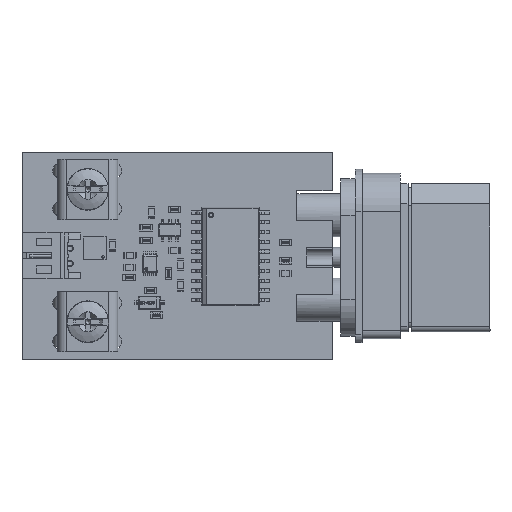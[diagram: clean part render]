
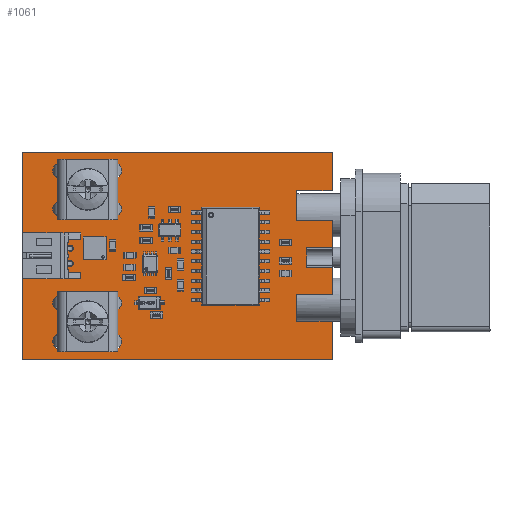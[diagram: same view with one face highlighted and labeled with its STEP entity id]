
A CAD part, top view. The second image highlights one B-rep face of the part: STEP entity #1061.
In plain terms, the highlighted planar face has unit normal (0, 0, 1).
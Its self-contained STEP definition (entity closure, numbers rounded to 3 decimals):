
#244 = VERTEX_POINT('',#245);
#245 = CARTESIAN_POINT('',(0.,0.,1.42));
#251 = EDGE_CURVE('',#244,#252,#254,.T.);
#252 = VERTEX_POINT('',#253);
#253 = CARTESIAN_POINT('',(0.,27.,1.42));
#254 = LINE('',#255,#256);
#255 = CARTESIAN_POINT('',(0.,0.,1.42));
#256 = VECTOR('',#257,1.);
#257 = DIRECTION('',(0.,1.,0.));
#282 = EDGE_CURVE('',#252,#283,#285,.T.);
#283 = VERTEX_POINT('',#284);
#284 = CARTESIAN_POINT('',(40.5,27.,1.42));
#285 = LINE('',#286,#287);
#286 = CARTESIAN_POINT('',(0.,27.,1.42));
#287 = VECTOR('',#288,1.);
#288 = DIRECTION('',(1.,0.,0.));
#313 = EDGE_CURVE('',#283,#314,#316,.T.);
#314 = VERTEX_POINT('',#315);
#315 = CARTESIAN_POINT('',(40.5,22.,1.42));
#316 = LINE('',#317,#318);
#317 = CARTESIAN_POINT('',(40.5,27.,1.42));
#318 = VECTOR('',#319,1.);
#319 = DIRECTION('',(0.,-1.,0.));
#344 = EDGE_CURVE('',#314,#345,#347,.T.);
#345 = VERTEX_POINT('',#346);
#346 = CARTESIAN_POINT('',(35.826,22.,1.42));
#347 = LINE('',#348,#349);
#348 = CARTESIAN_POINT('',(40.5,22.,1.42));
#349 = VECTOR('',#350,1.);
#350 = DIRECTION('',(-1.,0.,0.));
#375 = EDGE_CURVE('',#345,#376,#378,.T.);
#376 = VERTEX_POINT('',#377);
#377 = CARTESIAN_POINT('',(35.826,20.4,1.42));
#378 = LINE('',#379,#380);
#379 = CARTESIAN_POINT('',(35.826,22.,1.42));
#380 = VECTOR('',#381,1.);
#381 = DIRECTION('',(0.,-1.,0.));
#406 = EDGE_CURVE('',#376,#407,#409,.T.);
#407 = VERTEX_POINT('',#408);
#408 = CARTESIAN_POINT('',(40.5,20.4,1.42));
#409 = LINE('',#410,#411);
#410 = CARTESIAN_POINT('',(35.826,20.4,1.42));
#411 = VECTOR('',#412,1.);
#412 = DIRECTION('',(1.,0.,0.));
#437 = EDGE_CURVE('',#407,#438,#440,.T.);
#438 = VERTEX_POINT('',#439);
#439 = CARTESIAN_POINT('',(40.5,6.6,1.42));
#440 = LINE('',#441,#442);
#441 = CARTESIAN_POINT('',(40.5,20.4,1.42));
#442 = VECTOR('',#443,1.);
#443 = DIRECTION('',(0.,-1.,0.));
#468 = EDGE_CURVE('',#438,#469,#471,.T.);
#469 = VERTEX_POINT('',#470);
#470 = CARTESIAN_POINT('',(35.852,6.6,1.42));
#471 = LINE('',#472,#473);
#472 = CARTESIAN_POINT('',(40.5,6.6,1.42));
#473 = VECTOR('',#474,1.);
#474 = DIRECTION('',(-1.,0.,0.));
#499 = EDGE_CURVE('',#469,#500,#502,.T.);
#500 = VERTEX_POINT('',#501);
#501 = CARTESIAN_POINT('',(35.852,5.,1.42));
#502 = LINE('',#503,#504);
#503 = CARTESIAN_POINT('',(35.852,6.6,1.42));
#504 = VECTOR('',#505,1.);
#505 = DIRECTION('',(0.,-1.,0.));
#530 = EDGE_CURVE('',#500,#531,#533,.T.);
#531 = VERTEX_POINT('',#532);
#532 = CARTESIAN_POINT('',(40.5,5.,1.42));
#533 = LINE('',#534,#535);
#534 = CARTESIAN_POINT('',(35.852,5.,1.42));
#535 = VECTOR('',#536,1.);
#536 = DIRECTION('',(1.,0.,0.));
#561 = EDGE_CURVE('',#531,#562,#564,.T.);
#562 = VERTEX_POINT('',#563);
#563 = CARTESIAN_POINT('',(40.5,0.,1.42));
#564 = LINE('',#565,#566);
#565 = CARTESIAN_POINT('',(40.5,5.,1.42));
#566 = VECTOR('',#567,1.);
#567 = DIRECTION('',(0.,-1.,0.));
#592 = EDGE_CURVE('',#562,#244,#593,.T.);
#593 = LINE('',#594,#595);
#594 = CARTESIAN_POINT('',(40.5,0.,1.42));
#595 = VECTOR('',#596,1.);
#596 = DIRECTION('',(-1.,0.,0.));
#616 = VERTEX_POINT('',#617);
#617 = CARTESIAN_POINT('',(6.021,2.353,1.42));
#623 = EDGE_CURVE('',#616,#616,#624,.T.);
#624 = CIRCLE('',#625,1.);
#625 = AXIS2_PLACEMENT_3D('',#626,#627,#628);
#626 = CARTESIAN_POINT('',(5.021,2.353,1.42));
#627 = DIRECTION('',(0.,0.,1.));
#628 = DIRECTION('',(1.,0.,0.));
#649 = VERTEX_POINT('',#650);
#650 = CARTESIAN_POINT('',(6.021,7.353,1.42));
#656 = EDGE_CURVE('',#649,#649,#657,.T.);
#657 = CIRCLE('',#658,1.);
#658 = AXIS2_PLACEMENT_3D('',#659,#660,#661);
#659 = CARTESIAN_POINT('',(5.021,7.353,1.42));
#660 = DIRECTION('',(0.,0.,1.));
#661 = DIRECTION('',(1.,0.,0.));
#682 = VERTEX_POINT('',#683);
#683 = CARTESIAN_POINT('',(6.686,12.5,1.42));
#689 = EDGE_CURVE('',#682,#682,#690,.T.);
#690 = CIRCLE('',#691,0.4);
#691 = AXIS2_PLACEMENT_3D('',#692,#693,#694);
#692 = CARTESIAN_POINT('',(6.286,12.5,1.42));
#693 = DIRECTION('',(0.,0.,1.));
#694 = DIRECTION('',(1.,0.,0.));
#715 = VERTEX_POINT('',#716);
#716 = CARTESIAN_POINT('',(6.021,24.636,1.42));
#722 = EDGE_CURVE('',#715,#715,#723,.T.);
#723 = CIRCLE('',#724,1.);
#724 = AXIS2_PLACEMENT_3D('',#725,#726,#727);
#725 = CARTESIAN_POINT('',(5.021,24.636,1.42));
#726 = DIRECTION('',(0.,0.,1.));
#727 = DIRECTION('',(1.,0.,0.));
#748 = VERTEX_POINT('',#749);
#749 = CARTESIAN_POINT('',(6.686,14.5,1.42));
#755 = EDGE_CURVE('',#748,#748,#756,.T.);
#756 = CIRCLE('',#757,0.4);
#757 = AXIS2_PLACEMENT_3D('',#758,#759,#760);
#758 = CARTESIAN_POINT('',(6.286,14.5,1.42));
#759 = DIRECTION('',(0.,0.,1.));
#760 = DIRECTION('',(1.,0.,0.));
#781 = VERTEX_POINT('',#782);
#782 = CARTESIAN_POINT('',(6.021,19.636,1.42));
#788 = EDGE_CURVE('',#781,#781,#789,.T.);
#789 = CIRCLE('',#790,1.);
#790 = AXIS2_PLACEMENT_3D('',#791,#792,#793);
#791 = CARTESIAN_POINT('',(5.021,19.636,1.42));
#792 = DIRECTION('',(0.,0.,1.));
#793 = DIRECTION('',(1.,0.,0.));
#814 = VERTEX_POINT('',#815);
#815 = CARTESIAN_POINT('',(10.121,4.853,1.42));
#821 = EDGE_CURVE('',#814,#814,#822,.T.);
#822 = CIRCLE('',#823,1.6);
#823 = AXIS2_PLACEMENT_3D('',#824,#825,#826);
#824 = CARTESIAN_POINT('',(8.521,4.853,1.42));
#825 = DIRECTION('',(0.,0.,1.));
#826 = DIRECTION('',(1.,0.,0.));
#847 = VERTEX_POINT('',#848);
#848 = CARTESIAN_POINT('',(13.021,2.353,1.42));
#854 = EDGE_CURVE('',#847,#847,#855,.T.);
#855 = CIRCLE('',#856,1.);
#856 = AXIS2_PLACEMENT_3D('',#857,#858,#859);
#857 = CARTESIAN_POINT('',(12.021,2.353,1.42));
#858 = DIRECTION('',(0.,0.,1.));
#859 = DIRECTION('',(1.,0.,0.));
#880 = VERTEX_POINT('',#881);
#881 = CARTESIAN_POINT('',(13.021,7.353,1.42));
#887 = EDGE_CURVE('',#880,#880,#888,.T.);
#888 = CIRCLE('',#889,1.);
#889 = AXIS2_PLACEMENT_3D('',#890,#891,#892);
#890 = CARTESIAN_POINT('',(12.021,7.353,1.42));
#891 = DIRECTION('',(0.,0.,1.));
#892 = DIRECTION('',(1.,0.,0.));
#913 = VERTEX_POINT('',#914);
#914 = CARTESIAN_POINT('',(10.121,22.136,1.42));
#920 = EDGE_CURVE('',#913,#913,#921,.T.);
#921 = CIRCLE('',#922,1.6);
#922 = AXIS2_PLACEMENT_3D('',#923,#924,#925);
#923 = CARTESIAN_POINT('',(8.521,22.136,1.42));
#924 = DIRECTION('',(0.,0.,1.));
#925 = DIRECTION('',(1.,0.,0.));
#946 = VERTEX_POINT('',#947);
#947 = CARTESIAN_POINT('',(13.021,19.636,1.42));
#953 = EDGE_CURVE('',#946,#946,#954,.T.);
#954 = CIRCLE('',#955,1.);
#955 = AXIS2_PLACEMENT_3D('',#956,#957,#958);
#956 = CARTESIAN_POINT('',(12.021,19.636,1.42));
#957 = DIRECTION('',(0.,0.,1.));
#958 = DIRECTION('',(1.,0.,0.));
#979 = VERTEX_POINT('',#980);
#980 = CARTESIAN_POINT('',(13.021,24.636,1.42));
#986 = EDGE_CURVE('',#979,#979,#987,.T.);
#987 = CIRCLE('',#988,1.);
#988 = AXIS2_PLACEMENT_3D('',#989,#990,#991);
#989 = CARTESIAN_POINT('',(12.021,24.636,1.42));
#990 = DIRECTION('',(0.,0.,1.));
#991 = DIRECTION('',(1.,0.,0.));
#1061 = ADVANCED_FACE('',(#1062,#1076,#1079,#1082,#1085,#1088,#1091,
    #1094,#1097,#1100,#1103,#1106,#1109),#1112,.T.);
#1062 = FACE_BOUND('',#1063,.F.);
#1063 = EDGE_LOOP('',(#1064,#1065,#1066,#1067,#1068,#1069,#1070,#1071,
    #1072,#1073,#1074,#1075));
#1064 = ORIENTED_EDGE('',*,*,#251,.T.);
#1065 = ORIENTED_EDGE('',*,*,#282,.T.);
#1066 = ORIENTED_EDGE('',*,*,#313,.T.);
#1067 = ORIENTED_EDGE('',*,*,#344,.T.);
#1068 = ORIENTED_EDGE('',*,*,#375,.T.);
#1069 = ORIENTED_EDGE('',*,*,#406,.T.);
#1070 = ORIENTED_EDGE('',*,*,#437,.T.);
#1071 = ORIENTED_EDGE('',*,*,#468,.T.);
#1072 = ORIENTED_EDGE('',*,*,#499,.T.);
#1073 = ORIENTED_EDGE('',*,*,#530,.T.);
#1074 = ORIENTED_EDGE('',*,*,#561,.T.);
#1075 = ORIENTED_EDGE('',*,*,#592,.T.);
#1076 = FACE_BOUND('',#1077,.T.);
#1077 = EDGE_LOOP('',(#1078));
#1078 = ORIENTED_EDGE('',*,*,#623,.F.);
#1079 = FACE_BOUND('',#1080,.T.);
#1080 = EDGE_LOOP('',(#1081));
#1081 = ORIENTED_EDGE('',*,*,#656,.F.);
#1082 = FACE_BOUND('',#1083,.T.);
#1083 = EDGE_LOOP('',(#1084));
#1084 = ORIENTED_EDGE('',*,*,#689,.F.);
#1085 = FACE_BOUND('',#1086,.T.);
#1086 = EDGE_LOOP('',(#1087));
#1087 = ORIENTED_EDGE('',*,*,#722,.F.);
#1088 = FACE_BOUND('',#1089,.T.);
#1089 = EDGE_LOOP('',(#1090));
#1090 = ORIENTED_EDGE('',*,*,#755,.F.);
#1091 = FACE_BOUND('',#1092,.T.);
#1092 = EDGE_LOOP('',(#1093));
#1093 = ORIENTED_EDGE('',*,*,#788,.F.);
#1094 = FACE_BOUND('',#1095,.T.);
#1095 = EDGE_LOOP('',(#1096));
#1096 = ORIENTED_EDGE('',*,*,#821,.F.);
#1097 = FACE_BOUND('',#1098,.T.);
#1098 = EDGE_LOOP('',(#1099));
#1099 = ORIENTED_EDGE('',*,*,#854,.F.);
#1100 = FACE_BOUND('',#1101,.T.);
#1101 = EDGE_LOOP('',(#1102));
#1102 = ORIENTED_EDGE('',*,*,#887,.F.);
#1103 = FACE_BOUND('',#1104,.T.);
#1104 = EDGE_LOOP('',(#1105));
#1105 = ORIENTED_EDGE('',*,*,#920,.F.);
#1106 = FACE_BOUND('',#1107,.T.);
#1107 = EDGE_LOOP('',(#1108));
#1108 = ORIENTED_EDGE('',*,*,#953,.F.);
#1109 = FACE_BOUND('',#1110,.T.);
#1110 = EDGE_LOOP('',(#1111));
#1111 = ORIENTED_EDGE('',*,*,#986,.F.);
#1112 = PLANE('',#1113);
#1113 = AXIS2_PLACEMENT_3D('',#1114,#1115,#1116);
#1114 = CARTESIAN_POINT('',(0.,0.,1.42));
#1115 = DIRECTION('',(0.,0.,1.));
#1116 = DIRECTION('',(1.,0.,0.));
